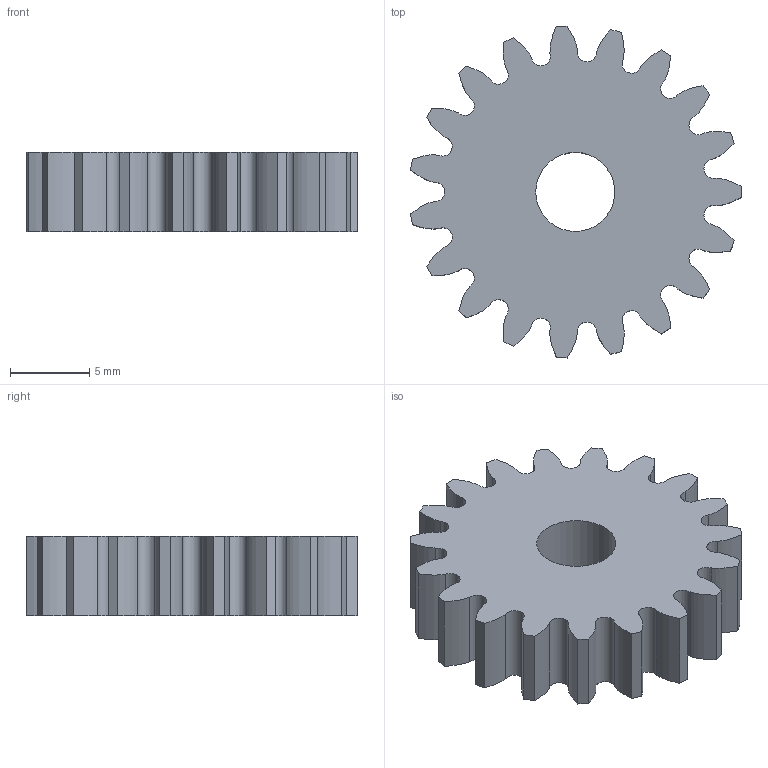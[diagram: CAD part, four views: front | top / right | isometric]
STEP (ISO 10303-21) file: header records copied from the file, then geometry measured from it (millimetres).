
FILE_DESCRIPTION(('Open CASCADE Model'),'2;1');
FILE_NAME('Open CASCADE Shape Model','2024-07-29T21:57:02',('Author'),( 'Open CASCADE'),'Open CASCADE STEP processor 7.7','Open CASCADE 7.7' ,'Unknown');
FILE_SCHEMA(('AUTOMOTIVE_DESIGN { 1 0 10303 214 1 1 1 1 }'));
Length unit declared in the file: millimetre
Products named in the file (1): Open CASCADE STEP translator 7.7 1
Bounding box: 20.9 x 20.97 x 5 mm (x, y, z)
Volume: 1295.1 mm3; surface area: 1177.6 mm2
Topology: 1 solids, 1 shells, 79 faces, 231 edges, 154 vertices
Faces by surface type: bspline 76, plane 2, cylinder 1
Full cylindrical faces by diameter (mm): 5 x1
Entity records: 6116 total; most frequent: CARTESIAN_POINT 2447, ORIENTED_EDGE 462, PCURVE 462, DEFINITIONAL_REPRESENTATION 462, B_SPLINE_CURVE_WITH_KNOTS 380, DIRECTION 323, LINE 309, VECTOR 309
